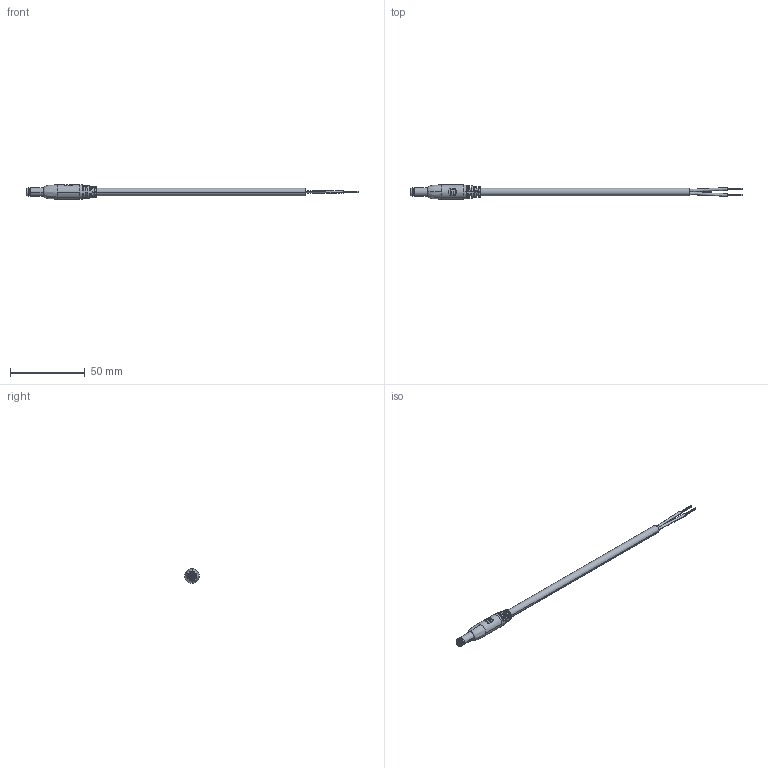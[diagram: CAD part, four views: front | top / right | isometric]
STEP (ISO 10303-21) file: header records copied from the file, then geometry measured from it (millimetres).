
FILE_DESCRIPTION (( 'STEP AP203' ), '1' );
FILE_NAME ('10-03350.STEP', '2019-04-25T17:33:26', ( '' ), ( '' ), 'SwSTEP 2.0', 'SolidWorks 2015', '' );
FILE_SCHEMA (( 'CONFIG_CONTROL_DESIGN' ));
Length unit declared in the file: millimetre
Products named in the file (7): 50-00026 contact; 10-03350; 50-00026 insulator; 24-00182; 50-00026; 50-00026 shell; 30-00683_s+t 10 mm
Assembly tree (6 placements, depth 3):
  10-03350
    30-00683_s+t 10 mm
    24-00182
    50-00026
      50-00026 shell
      50-00026 contact
      50-00026 insulator
Bounding box: 222.68 x 9.6 x 9.6 mm (x, y, z)
Volume: 5829.3 mm3; surface area: 21233 mm2
Topology: 89 solids, 89 shells, 1027 faces, 2231 edges, 1470 vertices
Faces by surface type: cylinder 557, plane 329, bspline 93, torus 24, cone 24
Entity records: 32385 total; most frequent: CARTESIAN_POINT 8464, DIRECTION 5120, ORIENTED_EDGE 4462, EDGE_CURVE 2231, AXIS2_PLACEMENT_3D 2203, VERTEX_POINT 1470, EDGE_LOOP 1285, CIRCLE 1259
